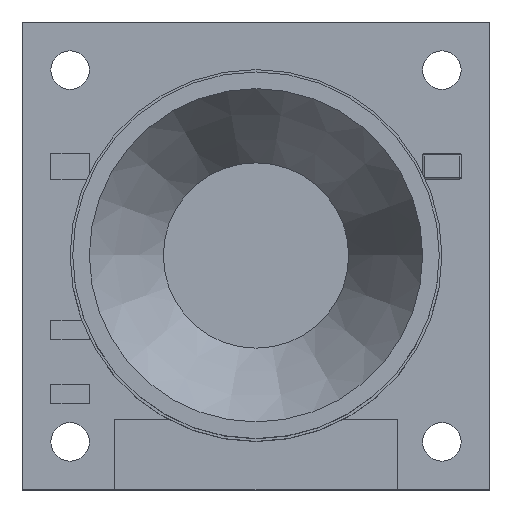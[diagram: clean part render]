
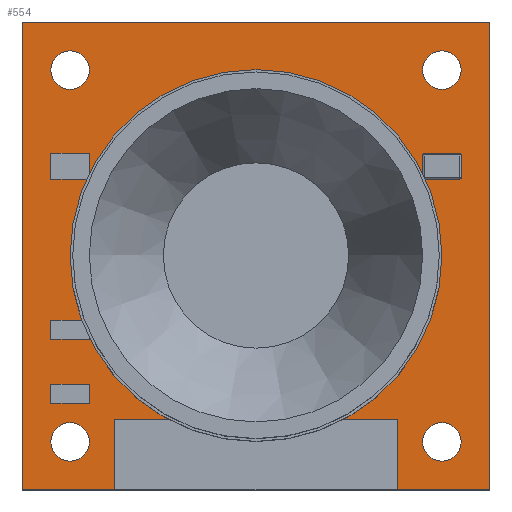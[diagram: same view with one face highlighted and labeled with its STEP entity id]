
A CAD part, top view. The second image highlights one B-rep face of the part: STEP entity #554.
In plain terms, the highlighted planar face has unit normal (0, 0, 1).
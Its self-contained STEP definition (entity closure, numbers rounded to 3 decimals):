
#554=ADVANCED_FACE('',(#698,#699,#700,#701,#702,#703,#704,#705,#706,#707),
#620,.T.);
#620=PLANE('',#1560);
#665=CIRCLE('',#1552,1.5);
#666=CIRCLE('',#1553,1.5);
#667=CIRCLE('',#1554,1.5);
#668=CIRCLE('',#1555,1.5);
#669=CIRCLE('',#1556,0.125);
#670=CIRCLE('',#1557,0.125);
#671=CIRCLE('',#1558,0.125);
#672=CIRCLE('',#1559,0.125);
#698=FACE_BOUND('',#741,.T.);
#699=FACE_BOUND('',#742,.T.);
#700=FACE_BOUND('',#743,.T.);
#701=FACE_BOUND('',#744,.T.);
#702=FACE_BOUND('',#745,.T.);
#703=FACE_BOUND('',#746,.T.);
#704=FACE_BOUND('',#747,.T.);
#705=FACE_BOUND('',#748,.T.);
#706=FACE_BOUND('',#749,.T.);
#707=FACE_BOUND('',#750,.T.);
#741=EDGE_LOOP('',(#834,#835,#836,#837,#838,#839,#840,#841));
#742=EDGE_LOOP('',(#842));
#743=EDGE_LOOP('',(#843));
#744=EDGE_LOOP('',(#844));
#745=EDGE_LOOP('',(#845));
#746=EDGE_LOOP('',(#846,#847,#848,#849));
#747=EDGE_LOOP('',(#850,#851,#852,#853));
#748=EDGE_LOOP('',(#854,#855,#856,#857));
#749=EDGE_LOOP('',(#858,#859,#860,#861));
#750=EDGE_LOOP('',(#862,#863,#864,#865,#866,#867,#868,#869));
#834=ORIENTED_EDGE('',*,*,#1203,.F.);
#835=ORIENTED_EDGE('',*,*,#1204,.F.);
#836=ORIENTED_EDGE('',*,*,#1205,.F.);
#837=ORIENTED_EDGE('',*,*,#1206,.T.);
#838=ORIENTED_EDGE('',*,*,#1207,.T.);
#839=ORIENTED_EDGE('',*,*,#1208,.T.);
#840=ORIENTED_EDGE('',*,*,#1209,.T.);
#841=ORIENTED_EDGE('',*,*,#1210,.T.);
#842=ORIENTED_EDGE('',*,*,#1211,.T.);
#843=ORIENTED_EDGE('',*,*,#1212,.F.);
#844=ORIENTED_EDGE('',*,*,#1213,.F.);
#845=ORIENTED_EDGE('',*,*,#1214,.F.);
#846=ORIENTED_EDGE('',*,*,#1215,.T.);
#847=ORIENTED_EDGE('',*,*,#1216,.T.);
#848=ORIENTED_EDGE('',*,*,#1217,.T.);
#849=ORIENTED_EDGE('',*,*,#1218,.T.);
#850=ORIENTED_EDGE('',*,*,#1219,.T.);
#851=ORIENTED_EDGE('',*,*,#1220,.T.);
#852=ORIENTED_EDGE('',*,*,#1221,.T.);
#853=ORIENTED_EDGE('',*,*,#1222,.T.);
#854=ORIENTED_EDGE('',*,*,#1223,.T.);
#855=ORIENTED_EDGE('',*,*,#1224,.T.);
#856=ORIENTED_EDGE('',*,*,#1225,.T.);
#857=ORIENTED_EDGE('',*,*,#1226,.T.);
#858=ORIENTED_EDGE('',*,*,#1227,.T.);
#859=ORIENTED_EDGE('',*,*,#1228,.T.);
#860=ORIENTED_EDGE('',*,*,#1229,.T.);
#861=ORIENTED_EDGE('',*,*,#1230,.T.);
#862=ORIENTED_EDGE('',*,*,#1231,.T.);
#863=ORIENTED_EDGE('',*,*,#1232,.T.);
#864=ORIENTED_EDGE('',*,*,#1233,.T.);
#865=ORIENTED_EDGE('',*,*,#1234,.T.);
#866=ORIENTED_EDGE('',*,*,#1235,.T.);
#867=ORIENTED_EDGE('',*,*,#1236,.T.);
#868=ORIENTED_EDGE('',*,*,#1237,.T.);
#869=ORIENTED_EDGE('',*,*,#1238,.T.);
#1110=VERTEX_POINT('',#1958);
#1111=VERTEX_POINT('',#1959);
#1112=VERTEX_POINT('',#1961);
#1113=VERTEX_POINT('',#1963);
#1114=VERTEX_POINT('',#1965);
#1115=VERTEX_POINT('',#1967);
#1116=VERTEX_POINT('',#1969);
#1117=VERTEX_POINT('',#1971);
#1118=VERTEX_POINT('',#1974);
#1119=VERTEX_POINT('',#1976);
#1120=VERTEX_POINT('',#1978);
#1121=VERTEX_POINT('',#1980);
#1122=VERTEX_POINT('',#1982);
#1123=VERTEX_POINT('',#1983);
#1124=VERTEX_POINT('',#1985);
#1125=VERTEX_POINT('',#1987);
#1126=VERTEX_POINT('',#1990);
#1127=VERTEX_POINT('',#1991);
#1128=VERTEX_POINT('',#1993);
#1129=VERTEX_POINT('',#1995);
#1130=VERTEX_POINT('',#1998);
#1131=VERTEX_POINT('',#1999);
#1132=VERTEX_POINT('',#2001);
#1133=VERTEX_POINT('',#2003);
#1134=VERTEX_POINT('',#2006);
#1135=VERTEX_POINT('',#2007);
#1136=VERTEX_POINT('',#2009);
#1137=VERTEX_POINT('',#2011);
#1138=VERTEX_POINT('',#2014);
#1139=VERTEX_POINT('',#2015);
#1140=VERTEX_POINT('',#2017);
#1141=VERTEX_POINT('',#2019);
#1142=VERTEX_POINT('',#2021);
#1143=VERTEX_POINT('',#2023);
#1144=VERTEX_POINT('',#2025);
#1145=VERTEX_POINT('',#2027);
#1203=EDGE_CURVE('',#1110,#1111,#1341,.T.);
#1204=EDGE_CURVE('',#1112,#1110,#1342,.T.);
#1205=EDGE_CURVE('',#1113,#1112,#1343,.T.);
#1206=EDGE_CURVE('',#1113,#1114,#1344,.T.);
#1207=EDGE_CURVE('',#1114,#1115,#1345,.T.);
#1208=EDGE_CURVE('',#1115,#1116,#1346,.T.);
#1209=EDGE_CURVE('',#1116,#1117,#1347,.T.);
#1210=EDGE_CURVE('',#1117,#1111,#1348,.T.);
#1211=EDGE_CURVE('',#1118,#1118,#665,.T.);
#1212=EDGE_CURVE('',#1119,#1119,#666,.T.);
#1213=EDGE_CURVE('',#1120,#1120,#667,.T.);
#1214=EDGE_CURVE('',#1121,#1121,#668,.T.);
#1215=EDGE_CURVE('',#1122,#1123,#1349,.T.);
#1216=EDGE_CURVE('',#1123,#1124,#1350,.T.);
#1217=EDGE_CURVE('',#1124,#1125,#1351,.T.);
#1218=EDGE_CURVE('',#1125,#1122,#1352,.T.);
#1219=EDGE_CURVE('',#1126,#1127,#1353,.T.);
#1220=EDGE_CURVE('',#1127,#1128,#1354,.T.);
#1221=EDGE_CURVE('',#1128,#1129,#1355,.T.);
#1222=EDGE_CURVE('',#1129,#1126,#1356,.T.);
#1223=EDGE_CURVE('',#1130,#1131,#1357,.T.);
#1224=EDGE_CURVE('',#1131,#1132,#1358,.T.);
#1225=EDGE_CURVE('',#1132,#1133,#1359,.T.);
#1226=EDGE_CURVE('',#1133,#1130,#1360,.T.);
#1227=EDGE_CURVE('',#1134,#1135,#1361,.T.);
#1228=EDGE_CURVE('',#1135,#1136,#1362,.T.);
#1229=EDGE_CURVE('',#1136,#1137,#1363,.T.);
#1230=EDGE_CURVE('',#1137,#1134,#1364,.T.);
#1231=EDGE_CURVE('',#1138,#1139,#1365,.T.);
#1232=EDGE_CURVE('',#1139,#1140,#669,.T.);
#1233=EDGE_CURVE('',#1140,#1141,#1366,.T.);
#1234=EDGE_CURVE('',#1141,#1142,#670,.T.);
#1235=EDGE_CURVE('',#1142,#1143,#1367,.T.);
#1236=EDGE_CURVE('',#1143,#1144,#671,.T.);
#1237=EDGE_CURVE('',#1144,#1145,#1368,.T.);
#1238=EDGE_CURVE('',#1145,#1138,#672,.T.);
#1341=LINE('',#1957,#1446);
#1342=LINE('',#1960,#1447);
#1343=LINE('',#1962,#1448);
#1344=LINE('',#1964,#1449);
#1345=LINE('',#1966,#1450);
#1346=LINE('',#1968,#1451);
#1347=LINE('',#1970,#1452);
#1348=LINE('',#1972,#1453);
#1349=LINE('',#1981,#1454);
#1350=LINE('',#1984,#1455);
#1351=LINE('',#1986,#1456);
#1352=LINE('',#1988,#1457);
#1353=LINE('',#1989,#1458);
#1354=LINE('',#1992,#1459);
#1355=LINE('',#1994,#1460);
#1356=LINE('',#1996,#1461);
#1357=LINE('',#1997,#1462);
#1358=LINE('',#2000,#1463);
#1359=LINE('',#2002,#1464);
#1360=LINE('',#2004,#1465);
#1361=LINE('',#2005,#1466);
#1362=LINE('',#2008,#1467);
#1363=LINE('',#2010,#1468);
#1364=LINE('',#2012,#1469);
#1365=LINE('',#2013,#1470);
#1366=LINE('',#2018,#1471);
#1367=LINE('',#2022,#1472);
#1368=LINE('',#2026,#1473);
#1446=VECTOR('',#1653,1.);
#1447=VECTOR('',#1654,1.);
#1448=VECTOR('',#1655,1.);
#1449=VECTOR('',#1656,1.);
#1450=VECTOR('',#1657,1.);
#1451=VECTOR('',#1658,1.);
#1452=VECTOR('',#1659,1.);
#1453=VECTOR('',#1660,1.);
#1454=VECTOR('',#1669,1.);
#1455=VECTOR('',#1670,1.);
#1456=VECTOR('',#1671,1.);
#1457=VECTOR('',#1672,1.);
#1458=VECTOR('',#1673,1.);
#1459=VECTOR('',#1674,1.);
#1460=VECTOR('',#1675,1.);
#1461=VECTOR('',#1676,1.);
#1462=VECTOR('',#1677,1.);
#1463=VECTOR('',#1678,1.);
#1464=VECTOR('',#1679,1.);
#1465=VECTOR('',#1680,1.);
#1466=VECTOR('',#1681,1.);
#1467=VECTOR('',#1682,1.);
#1468=VECTOR('',#1683,1.);
#1469=VECTOR('',#1684,1.);
#1470=VECTOR('',#1685,1.);
#1471=VECTOR('',#1688,1.);
#1472=VECTOR('',#1691,1.);
#1473=VECTOR('',#1694,1.);
#1552=AXIS2_PLACEMENT_3D('',#1973,#1661,#1662);
#1553=AXIS2_PLACEMENT_3D('',#1975,#1663,#1664);
#1554=AXIS2_PLACEMENT_3D('',#1977,#1665,#1666);
#1555=AXIS2_PLACEMENT_3D('',#1979,#1667,#1668);
#1556=AXIS2_PLACEMENT_3D('',#2016,#1686,#1687);
#1557=AXIS2_PLACEMENT_3D('',#2020,#1689,#1690);
#1558=AXIS2_PLACEMENT_3D('',#2024,#1692,#1693);
#1559=AXIS2_PLACEMENT_3D('',#2028,#1695,#1696);
#1560=AXIS2_PLACEMENT_3D('',#2029,#1697,#1698);
#1653=DIRECTION('',(0.,-1.,0.));
#1654=DIRECTION('',(-1.,0.,0.));
#1655=DIRECTION('',(0.,1.,0.));
#1656=DIRECTION('',(1.,0.,0.));
#1657=DIRECTION('',(0.,1.,0.));
#1658=DIRECTION('',(-1.,0.,0.));
#1659=DIRECTION('',(0.,-1.,0.));
#1660=DIRECTION('',(1.,0.,0.));
#1661=DIRECTION('',(0.,0.,-1.));
#1662=DIRECTION('',(1.,0.,0.));
#1663=DIRECTION('',(0.,0.,1.));
#1664=DIRECTION('',(1.,0.,0.));
#1665=DIRECTION('',(0.,0.,1.));
#1666=DIRECTION('',(1.,0.,0.));
#1667=DIRECTION('',(0.,0.,1.));
#1668=DIRECTION('',(1.,0.,0.));
#1669=DIRECTION('',(0.,-1.,0.));
#1670=DIRECTION('',(-1.,0.,0.));
#1671=DIRECTION('',(0.,1.,0.));
#1672=DIRECTION('',(1.,0.,0.));
#1673=DIRECTION('',(0.,-1.,0.));
#1674=DIRECTION('',(-1.,0.,0.));
#1675=DIRECTION('',(0.,1.,0.));
#1676=DIRECTION('',(1.,0.,0.));
#1677=DIRECTION('',(0.,-1.,0.));
#1678=DIRECTION('',(-1.,0.,0.));
#1679=DIRECTION('',(0.,1.,0.));
#1680=DIRECTION('',(1.,0.,0.));
#1681=DIRECTION('',(0.,-1.,0.));
#1682=DIRECTION('',(-1.,0.,0.));
#1683=DIRECTION('',(0.,1.,0.));
#1684=DIRECTION('',(1.,0.,0.));
#1685=DIRECTION('',(1.,0.,0.));
#1686=DIRECTION('',(0.,0.,-1.));
#1687=DIRECTION('',(1.,0.,0.));
#1688=DIRECTION('',(0.,-1.,0.));
#1689=DIRECTION('',(0.,0.,-1.));
#1690=DIRECTION('',(1.,0.,0.));
#1691=DIRECTION('',(-1.,0.,0.));
#1692=DIRECTION('',(0.,0.,-1.));
#1693=DIRECTION('',(1.,0.,0.));
#1694=DIRECTION('',(0.,1.,0.));
#1695=DIRECTION('',(0.,0.,-1.));
#1696=DIRECTION('',(1.,0.,0.));
#1697=DIRECTION('',(0.,0.,1.));
#1698=DIRECTION('',(1.,0.,0.));
#1957=CARTESIAN_POINT('',(-11.,-12.75,-1.));
#1958=CARTESIAN_POINT('',(-11.,-12.75,-1.));
#1959=CARTESIAN_POINT('',(-11.,-18.25,-1.));
#1960=CARTESIAN_POINT('',(11.,-12.75,-1.));
#1961=CARTESIAN_POINT('',(11.,-12.75,-1.));
#1962=CARTESIAN_POINT('',(11.,-18.25,-1.));
#1963=CARTESIAN_POINT('',(11.,-18.25,-1.));
#1964=CARTESIAN_POINT('',(-18.25,-18.25,-1.));
#1965=CARTESIAN_POINT('',(18.25,-18.25,-1.));
#1966=CARTESIAN_POINT('',(18.25,-18.25,-1.));
#1967=CARTESIAN_POINT('',(18.25,18.25,-1.));
#1968=CARTESIAN_POINT('',(18.25,18.25,-1.));
#1969=CARTESIAN_POINT('',(-18.25,18.25,-1.));
#1970=CARTESIAN_POINT('',(-18.25,18.25,-1.));
#1971=CARTESIAN_POINT('',(-18.25,-18.25,-1.));
#1972=CARTESIAN_POINT('',(-18.25,-18.25,-1.));
#1973=CARTESIAN_POINT('',(14.5,14.5,-1.));
#1974=CARTESIAN_POINT('',(16.,14.5,-1.));
#1975=CARTESIAN_POINT('',(14.5,-14.5,-1.));
#1976=CARTESIAN_POINT('',(16.,-14.5,-1.));
#1977=CARTESIAN_POINT('',(-14.5,14.5,-1.));
#1978=CARTESIAN_POINT('',(-13.,14.5,-1.));
#1979=CARTESIAN_POINT('',(-14.5,-14.5,-1.));
#1980=CARTESIAN_POINT('',(-13.,-14.5,-1.));
#1981=CARTESIAN_POINT('',(8.,8.,-1.));
#1982=CARTESIAN_POINT('',(8.,8.,-1.));
#1983=CARTESIAN_POINT('',(8.,-8.,-1.));
#1984=CARTESIAN_POINT('',(8.,-8.,-1.));
#1985=CARTESIAN_POINT('',(-8.,-8.,-1.));
#1986=CARTESIAN_POINT('',(-8.,-8.,-1.));
#1987=CARTESIAN_POINT('',(-8.,8.,-1.));
#1988=CARTESIAN_POINT('',(-8.,8.,-1.));
#1989=CARTESIAN_POINT('',(-13.,-5.,-1.));
#1990=CARTESIAN_POINT('',(-13.,-5.,-1.));
#1991=CARTESIAN_POINT('',(-13.,-6.5,-1.));
#1992=CARTESIAN_POINT('',(-13.,-6.5,-1.));
#1993=CARTESIAN_POINT('',(-16.,-6.5,-1.));
#1994=CARTESIAN_POINT('',(-16.,-6.5,-1.));
#1995=CARTESIAN_POINT('',(-16.,-5.,-1.));
#1996=CARTESIAN_POINT('',(-16.,-5.,-1.));
#1997=CARTESIAN_POINT('',(-13.,8.,-1.));
#1998=CARTESIAN_POINT('',(-13.,8.,-1.));
#1999=CARTESIAN_POINT('',(-13.,6.,-1.));
#2000=CARTESIAN_POINT('',(-13.,6.,-1.));
#2001=CARTESIAN_POINT('',(-16.,6.,-1.));
#2002=CARTESIAN_POINT('',(-16.,6.5,-1.));
#2003=CARTESIAN_POINT('',(-16.,8.,-1.));
#2004=CARTESIAN_POINT('',(-16.,8.,-1.));
#2005=CARTESIAN_POINT('',(-13.,-10.,-1.));
#2006=CARTESIAN_POINT('',(-13.,-10.,-1.));
#2007=CARTESIAN_POINT('',(-13.,-11.5,-1.));
#2008=CARTESIAN_POINT('',(-13.,-11.5,-1.));
#2009=CARTESIAN_POINT('',(-16.,-11.5,-1.));
#2010=CARTESIAN_POINT('',(-16.,-11.5,-1.));
#2011=CARTESIAN_POINT('',(-16.,-10.,-1.));
#2012=CARTESIAN_POINT('',(-16.,-10.,-1.));
#2013=CARTESIAN_POINT('',(13.,8.,-1.));
#2014=CARTESIAN_POINT('',(13.125,8.,-1.));
#2015=CARTESIAN_POINT('',(15.875,8.,-1.));
#2016=CARTESIAN_POINT('',(15.875,7.875,-1.));
#2017=CARTESIAN_POINT('',(16.,7.875,-1.));
#2018=CARTESIAN_POINT('',(16.,8.,-1.));
#2019=CARTESIAN_POINT('',(16.,6.125,-1.));
#2020=CARTESIAN_POINT('',(15.875,6.125,-1.));
#2021=CARTESIAN_POINT('',(15.875,6.,-1.));
#2022=CARTESIAN_POINT('',(16.,6.,-1.));
#2023=CARTESIAN_POINT('',(13.125,6.,-1.));
#2024=CARTESIAN_POINT('',(13.125,6.125,-1.));
#2025=CARTESIAN_POINT('',(13.,6.125,-1.));
#2026=CARTESIAN_POINT('',(13.,6.5,-1.));
#2027=CARTESIAN_POINT('',(13.,7.875,-1.));
#2028=CARTESIAN_POINT('',(13.125,7.875,-1.));
#2029=CARTESIAN_POINT('',(0.,0.,-1.));
